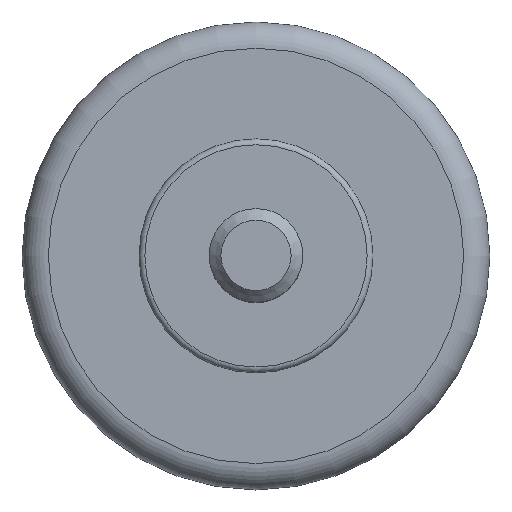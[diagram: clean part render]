
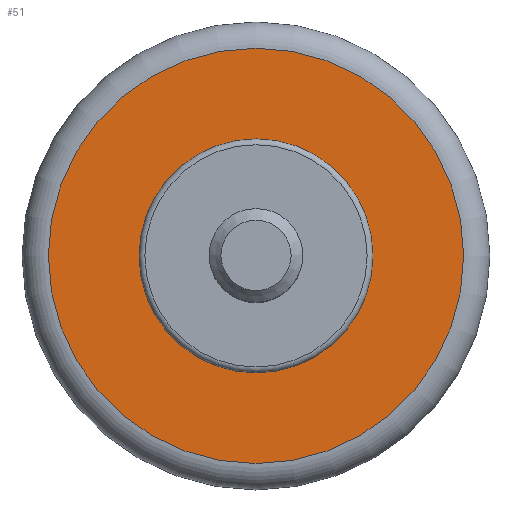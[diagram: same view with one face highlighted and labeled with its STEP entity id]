
A CAD part, top view. The second image highlights one B-rep face of the part: STEP entity #51.
In plain terms, the highlighted planar face has unit normal (0, 0, 1).
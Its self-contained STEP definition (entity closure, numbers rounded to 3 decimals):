
#51 = ADVANCED_FACE( '', ( #105, #106 ), #107, .F. );
#105 = FACE_OUTER_BOUND( '', #154, .T. );
#106 = FACE_BOUND( '', #155, .T. );
#107 = PLANE( '', #156 );
#154 = EDGE_LOOP( '', ( #213 ) );
#155 = EDGE_LOOP( '', ( #214 ) );
#156 = AXIS2_PLACEMENT_3D( '', #215, #216, #217 );
#213 = ORIENTED_EDGE( '', *, *, #245, .T. );
#214 = ORIENTED_EDGE( '', *, *, #239, .F. );
#215 = CARTESIAN_POINT( '', ( 20., 0., 9. ) );
#216 = DIRECTION( '', ( 0., 0., -1. ) );
#217 = DIRECTION( '', ( -1., 0., 0. ) );
#239 = EDGE_CURVE( '', #266, #266, #267, .T. );
#245 = EDGE_CURVE( '', #275, #275, #276, .F. );
#266 = VERTEX_POINT( '', #297 );
#267 = CIRCLE( '', #298, 10. );
#275 = VERTEX_POINT( '', #306 );
#276 = CIRCLE( '', #307, 17.75 );
#297 = CARTESIAN_POINT( '', ( 10., 0., 9. ) );
#298 = AXIS2_PLACEMENT_3D( '', #330, #331, #332 );
#306 = CARTESIAN_POINT( '', ( -17.75, 0., 9. ) );
#307 = AXIS2_PLACEMENT_3D( '', #339, #340, #341 );
#330 = CARTESIAN_POINT( '', ( 0., 0., 9. ) );
#331 = DIRECTION( '', ( 0., 0., 1. ) );
#332 = DIRECTION( '', ( 1., 0., 0. ) );
#339 = CARTESIAN_POINT( '', ( 0., 0., 9. ) );
#340 = DIRECTION( '', ( 0., 0., -1. ) );
#341 = DIRECTION( '', ( -1., 0., 0. ) );
